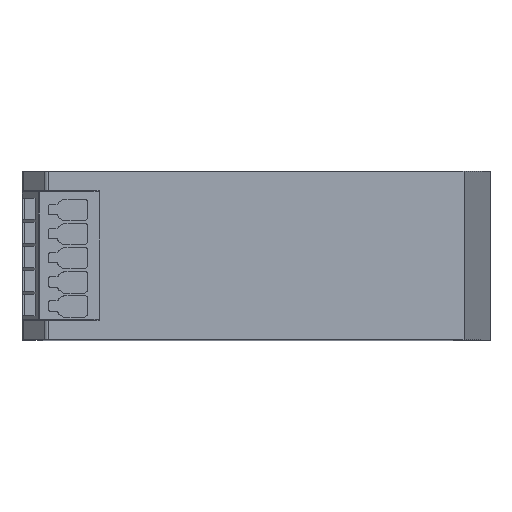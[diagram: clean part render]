
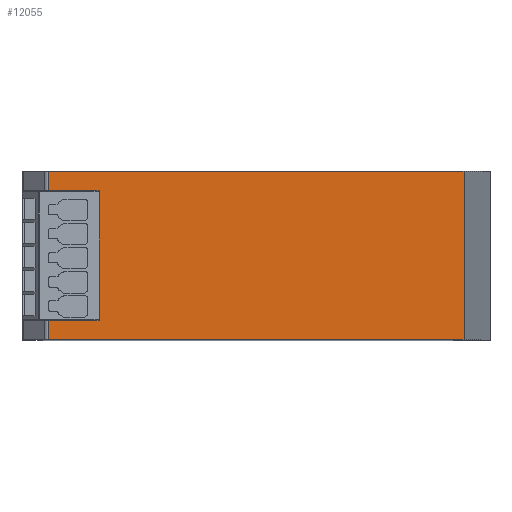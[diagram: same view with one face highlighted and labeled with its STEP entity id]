
A CAD part, top view. The second image highlights one B-rep face of the part: STEP entity #12055.
In plain terms, the highlighted face is planar.
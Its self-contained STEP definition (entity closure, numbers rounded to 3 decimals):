
#59 = VERTEX_POINT ( 'NONE', #7007 ) ;
#218 = PLANE ( 'NONE',  #6547 ) ;
#460 = CARTESIAN_POINT ( 'NONE',  ( -13.465, 50.806, 43.186 ) ) ;
#637 = VECTOR ( 'NONE', #4242, 1000. ) ;
#810 = EDGE_CURVE ( 'NONE', #1749, #59, #3126, .T. ) ;
#967 = EDGE_CURVE ( 'NONE', #10619, #3073, #7409, .T. ) ;
#1062 = LINE ( 'NONE', #2725, #7167 ) ;
#1071 = ORIENTED_EDGE ( 'NONE', *, *, #967, .F. ) ;
#1153 = CARTESIAN_POINT ( 'NONE',  ( -17.5, 50.806, -43.2 ) ) ;
#1240 = DIRECTION ( 'NONE',  ( 0., 0., 1. ) ) ;
#1368 = FACE_OUTER_BOUND ( 'NONE', #10177, .T. ) ;
#1749 = VERTEX_POINT ( 'NONE', #4294 ) ;
#1901 = DIRECTION ( 'NONE',  ( 0., 0., 1. ) ) ;
#1919 = VECTOR ( 'NONE', #8597, 1000. ) ;
#2473 = VERTEX_POINT ( 'NONE', #1153 ) ;
#2725 = CARTESIAN_POINT ( 'NONE',  ( 13.465, 50.806, 43.186 ) ) ;
#2892 = DIRECTION ( 'NONE',  ( 1., 0., 0. ) ) ;
#2919 = LINE ( 'NONE', #7705, #7322 ) ;
#3073 = VERTEX_POINT ( 'NONE', #4085 ) ;
#3126 = LINE ( 'NONE', #6246, #3495 ) ;
#3391 = DIRECTION ( 'NONE',  ( 0., 0., -1. ) ) ;
#3495 = VECTOR ( 'NONE', #2892, 1000. ) ;
#3662 = CARTESIAN_POINT ( 'NONE',  ( 13.465, 50.806, 32.6 ) ) ;
#3744 = CARTESIAN_POINT ( 'NONE',  ( 17.5, 50.806, 43.186 ) ) ;
#3865 = LINE ( 'NONE', #4820, #1919 ) ;
#4085 = CARTESIAN_POINT ( 'NONE',  ( -13.465, 50.806, 32.6 ) ) ;
#4242 = DIRECTION ( 'NONE',  ( 1., 0., 0. ) ) ;
#4294 = CARTESIAN_POINT ( 'NONE',  ( -17.5, 50.806, 43.186 ) ) ;
#4364 = VERTEX_POINT ( 'NONE', #10765 ) ;
#4820 = CARTESIAN_POINT ( 'NONE',  ( -17.5, 50.806, 43.186 ) ) ;
#4891 = ORIENTED_EDGE ( 'NONE', *, *, #810, .T. ) ;
#5632 = EDGE_CURVE ( 'NONE', #4364, #11698, #7139, .T. ) ;
#5938 = EDGE_CURVE ( 'NONE', #10619, #4364, #1062, .T. ) ;
#6246 = CARTESIAN_POINT ( 'NONE',  ( -17.5, 50.806, 43.186 ) ) ;
#6547 = AXIS2_PLACEMENT_3D ( 'NONE', #10924, #11999, #1240 ) ;
#6562 = DIRECTION ( 'NONE',  ( -1., 0., 0. ) ) ;
#7007 = CARTESIAN_POINT ( 'NONE',  ( -13.465, 50.806, 43.186 ) ) ;
#7139 = LINE ( 'NONE', #7965, #637 ) ;
#7167 = VECTOR ( 'NONE', #1901, 1000. ) ;
#7322 = VECTOR ( 'NONE', #11455, 1000. ) ;
#7409 = LINE ( 'NONE', #9438, #11138 ) ;
#7629 = VECTOR ( 'NONE', #11885, 1000. ) ;
#7705 = CARTESIAN_POINT ( 'NONE',  ( -17.5, 50.806, -43.2 ) ) ;
#7757 = ORIENTED_EDGE ( 'NONE', *, *, #11641, .F. ) ;
#7851 = EDGE_CURVE ( 'NONE', #2473, #8317, #2919, .T. ) ;
#7965 = CARTESIAN_POINT ( 'NONE',  ( -17.5, 50.806, 43.186 ) ) ;
#8317 = VERTEX_POINT ( 'NONE', #10748 ) ;
#8338 = ORIENTED_EDGE ( 'NONE', *, *, #7851, .F. ) ;
#8367 = EDGE_CURVE ( 'NONE', #11698, #8317, #10687, .T. ) ;
#8597 = DIRECTION ( 'NONE',  ( 0., 0., -1. ) ) ;
#9438 = CARTESIAN_POINT ( 'NONE',  ( -17.5, 50.806, 32.6 ) ) ;
#9447 = ORIENTED_EDGE ( 'NONE', *, *, #5938, .T. ) ;
#10164 = VECTOR ( 'NONE', #3391, 1000. ) ;
#10177 = EDGE_LOOP ( 'NONE', ( #4891, #12076, #1071, #9447, #11867, #11718, #8338, #7757 ) ) ;
#10337 = EDGE_CURVE ( 'NONE', #59, #3073, #11292, .T. ) ;
#10619 = VERTEX_POINT ( 'NONE', #3662 ) ;
#10687 = LINE ( 'NONE', #10870, #7629 ) ;
#10748 = CARTESIAN_POINT ( 'NONE',  ( 17.5, 50.806, -43.2 ) ) ;
#10765 = CARTESIAN_POINT ( 'NONE',  ( 13.465, 50.806, 43.186 ) ) ;
#10870 = CARTESIAN_POINT ( 'NONE',  ( 17.5, 50.806, 43.186 ) ) ;
#10924 = CARTESIAN_POINT ( 'NONE',  ( -17.5, 50.806, 43.186 ) ) ;
#11138 = VECTOR ( 'NONE', #6562, 1000. ) ;
#11292 = LINE ( 'NONE', #460, #10164 ) ;
#11455 = DIRECTION ( 'NONE',  ( 1., 0., 0. ) ) ;
#11641 = EDGE_CURVE ( 'NONE', #1749, #2473, #3865, .T. ) ;
#11698 = VERTEX_POINT ( 'NONE', #3744 ) ;
#11718 = ORIENTED_EDGE ( 'NONE', *, *, #8367, .T. ) ;
#11867 = ORIENTED_EDGE ( 'NONE', *, *, #5632, .T. ) ;
#11885 = DIRECTION ( 'NONE',  ( 0., 0., -1. ) ) ;
#11999 = DIRECTION ( 'NONE',  ( 0., -1., 0. ) ) ;
#12055 = ADVANCED_FACE ( 'NONE', ( #1368 ), #218, .F. ) ;
#12076 = ORIENTED_EDGE ( 'NONE', *, *, #10337, .T. ) ;
